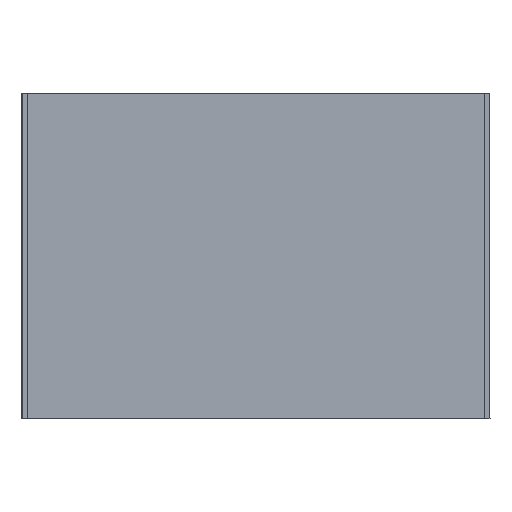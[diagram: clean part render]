
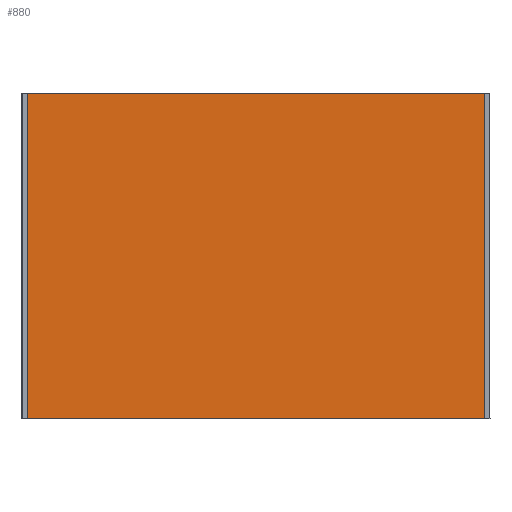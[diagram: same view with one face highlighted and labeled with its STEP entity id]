
A CAD part, front view. The second image highlights one B-rep face of the part: STEP entity #880.
In plain terms, the highlighted planar face has unit normal (0, -1, 0).
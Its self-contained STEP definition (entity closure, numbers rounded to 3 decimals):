
#23 = CARTESIAN_POINT ( 'NONE',  ( 910., 653.383, -64.628 ) ) ;
#46 = EDGE_CURVE ( 'NONE', #1037, #243, #832, .T. ) ;
#114 = EDGE_CURVE ( 'NONE', #243, #511, #925, .T. ) ;
#149 = VECTOR ( 'NONE', #645, 1000. ) ;
#243 = VERTEX_POINT ( 'NONE', #23 ) ;
#256 = DIRECTION ( 'NONE',  ( 0., 0., 1. ) ) ;
#294 = CARTESIAN_POINT ( 'NONE',  ( 910., 653.383, 160.872 ) ) ;
#310 = LINE ( 'NONE', #954, #535 ) ;
#434 = CARTESIAN_POINT ( 'NONE',  ( 910., 653.383, -703.628 ) ) ;
#511 = VERTEX_POINT ( 'NONE', #434 ) ;
#535 = VECTOR ( 'NONE', #554, 1000. ) ;
#552 = DIRECTION ( 'NONE',  ( 0., -1., 0. ) ) ;
#554 = DIRECTION ( 'NONE',  ( 0., 0., 1. ) ) ;
#562 = VECTOR ( 'NONE', #1271, 1000. ) ;
#576 = VERTEX_POINT ( 'NONE', #822 ) ;
#645 = DIRECTION ( 'NONE',  ( -1., 0., 0. ) ) ;
#657 = FACE_OUTER_BOUND ( 'NONE', #1116, .T. ) ;
#743 = ORIENTED_EDGE ( 'NONE', *, *, #1123, .F. ) ;
#757 = PLANE ( 'NONE',  #1124 ) ;
#758 = VECTOR ( 'NONE', #904, 1000. ) ;
#764 = CARTESIAN_POINT ( 'NONE',  ( 910., 653.383, -64.628 ) ) ;
#790 = LINE ( 'NONE', #1148, #149 ) ;
#816 = EDGE_CURVE ( 'NONE', #511, #576, #790, .T. ) ;
#822 = CARTESIAN_POINT ( 'NONE',  ( 10., 653.383, -703.628 ) ) ;
#832 = LINE ( 'NONE', #764, #562 ) ;
#880 = ADVANCED_FACE ( 'NONE', ( #657 ), #757, .T. ) ;
#904 = DIRECTION ( 'NONE',  ( 0., 0., -1. ) ) ;
#925 = LINE ( 'NONE', #294, #758 ) ;
#954 = CARTESIAN_POINT ( 'NONE',  ( 10., 653.383, 160.872 ) ) ;
#955 = CARTESIAN_POINT ( 'NONE',  ( 910., 653.383, 160.872 ) ) ;
#1037 = VERTEX_POINT ( 'NONE', #1259 ) ;
#1116 = EDGE_LOOP ( 'NONE', ( #1225, #743, #1171, #1207 ) ) ;
#1123 = EDGE_CURVE ( 'NONE', #576, #1037, #310, .T. ) ;
#1124 = AXIS2_PLACEMENT_3D ( 'NONE', #955, #552, #256 ) ;
#1148 = CARTESIAN_POINT ( 'NONE',  ( 910., 653.383, -703.628 ) ) ;
#1171 = ORIENTED_EDGE ( 'NONE', *, *, #816, .F. ) ;
#1207 = ORIENTED_EDGE ( 'NONE', *, *, #114, .F. ) ;
#1225 = ORIENTED_EDGE ( 'NONE', *, *, #46, .F. ) ;
#1259 = CARTESIAN_POINT ( 'NONE',  ( 10., 653.383, -64.628 ) ) ;
#1271 = DIRECTION ( 'NONE',  ( 1., 0., 0. ) ) ;
